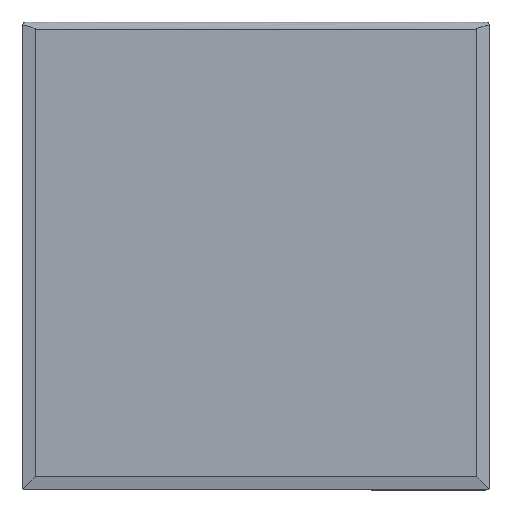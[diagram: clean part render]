
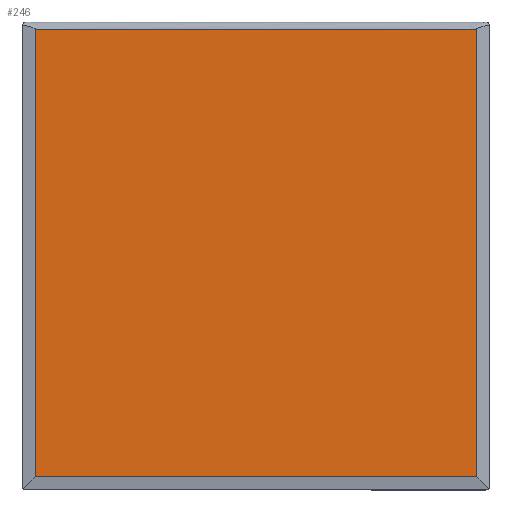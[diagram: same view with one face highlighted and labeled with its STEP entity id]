
A CAD part, top view. The second image highlights one B-rep face of the part: STEP entity #246.
In plain terms, the highlighted planar face has unit normal (0, 0, 1).
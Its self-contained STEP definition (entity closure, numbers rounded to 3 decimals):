
#36 = DIRECTION ( 'NONE',  ( 0., 0., -1. ) ) ;
#47 = EDGE_CURVE ( 'NONE', #719, #2199, #3341, .T. ) ;
#91 = ORIENTED_EDGE ( 'NONE', *, *, #553, .T. ) ;
#114 = LINE ( 'NONE', #1739, #264 ) ;
#246 = ADVANCED_FACE ( 'NONE', ( #2215 ), #683, .F. ) ;
#264 = VECTOR ( 'NONE', #1446, 1000. ) ;
#285 = CARTESIAN_POINT ( 'NONE',  ( -151., 155., 0. ) ) ;
#306 = DIRECTION ( 'NONE',  ( -1., 0., 0. ) ) ;
#360 = VERTEX_POINT ( 'NONE', #3132 ) ;
#553 = EDGE_CURVE ( 'NONE', #914, #719, #2612, .T. ) ;
#683 = PLANE ( 'NONE',  #2710 ) ;
#717 = EDGE_LOOP ( 'NONE', ( #91, #1882, #2155, #3776 ) ) ;
#719 = VERTEX_POINT ( 'NONE', #3911 ) ;
#914 = VERTEX_POINT ( 'NONE', #2607 ) ;
#1027 = VECTOR ( 'NONE', #1176, 1000. ) ;
#1176 = DIRECTION ( 'NONE',  ( 1., 0., 0. ) ) ;
#1446 = DIRECTION ( 'NONE',  ( 0., -1., 0. ) ) ;
#1534 = EDGE_CURVE ( 'NONE', #360, #914, #2790, .T. ) ;
#1579 = CARTESIAN_POINT ( 'NONE',  ( 50.333, 155., 0. ) ) ;
#1700 = VECTOR ( 'NONE', #2211, 1000. ) ;
#1739 = CARTESIAN_POINT ( 'NONE',  ( -151., -157., 0. ) ) ;
#1882 = ORIENTED_EDGE ( 'NONE', *, *, #47, .T. ) ;
#1912 = CARTESIAN_POINT ( 'NONE',  ( -157., -157., 0. ) ) ;
#2155 = ORIENTED_EDGE ( 'NONE', *, *, #3271, .T. ) ;
#2158 = CARTESIAN_POINT ( 'NONE',  ( 151., 155., 0. ) ) ;
#2199 = VERTEX_POINT ( 'NONE', #3926 ) ;
#2211 = DIRECTION ( 'NONE',  ( 0., 1., 0. ) ) ;
#2215 = FACE_OUTER_BOUND ( 'NONE', #717, .T. ) ;
#2607 = CARTESIAN_POINT ( 'NONE',  ( 151., -151., 0. ) ) ;
#2612 = LINE ( 'NONE', #3562, #1700 ) ;
#2710 = AXIS2_PLACEMENT_3D ( 'NONE', #1912, #36, #306 ) ;
#2790 = LINE ( 'NONE', #3675, #1027 ) ;
#3132 = CARTESIAN_POINT ( 'NONE',  ( -151., -151., 0. ) ) ;
#3271 = EDGE_CURVE ( 'NONE', #2199, #360, #114, .T. ) ;
#3341 = B_SPLINE_CURVE_WITH_KNOTS ( 'NONE', 3,
 ( #2158, #1579, #3443, #285 ),
 .UNSPECIFIED., .F., .F.,
 ( 4, 4 ),
 ( 0., 1. ),
 .UNSPECIFIED. ) ;
#3443 = CARTESIAN_POINT ( 'NONE',  ( -50.333, 155., 0. ) ) ;
#3562 = CARTESIAN_POINT ( 'NONE',  ( 151., 157., 0. ) ) ;
#3675 = CARTESIAN_POINT ( 'NONE',  ( 157., -151., 0. ) ) ;
#3776 = ORIENTED_EDGE ( 'NONE', *, *, #1534, .T. ) ;
#3911 = CARTESIAN_POINT ( 'NONE',  ( 151., 155., 0. ) ) ;
#3926 = CARTESIAN_POINT ( 'NONE',  ( -151., 155., 0. ) ) ;
